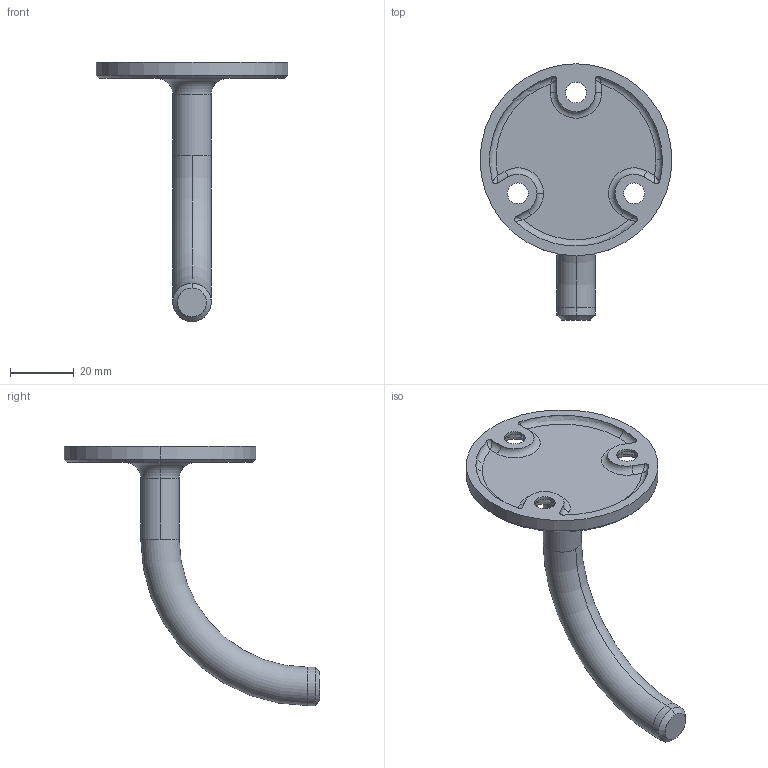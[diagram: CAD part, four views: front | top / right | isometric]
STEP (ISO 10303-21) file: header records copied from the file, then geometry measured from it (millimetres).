
FILE_DESCRIPTION (( 'STEP AP203' ), '1' );
FILE_NAME ('0100000000012627_21_A_0113-000-R.STEP', '2022-11-04T09:02:19', ( '' ), ( '' ), 'SwSTEP 2.0', 'SolidWorks 2019', '' );
FILE_SCHEMA (( 'CONFIG_CONTROL_DESIGN' ));
Length unit declared in the file: millimetre
Products named in the file (1): 0100000000012627_21_A_0113-000-R
Bounding box: 60 x 80 x 81 mm (x, y, z)
Volume: 20820.8 mm3; surface area: 10495.7 mm2
Topology: 1 solids, 1 shells, 56 faces, 136 edges, 78 vertices
Faces by surface type: cylinder 24, torus 12, cone 10, bspline 6, plane 4
Entity records: 2095 total; most frequent: CARTESIAN_POINT 715, DIRECTION 298, ORIENTED_EDGE 260, EDGE_CURVE 130, AXIS2_PLACEMENT_3D 129, CIRCLE 78, VERTEX_POINT 78, EDGE_LOOP 64
